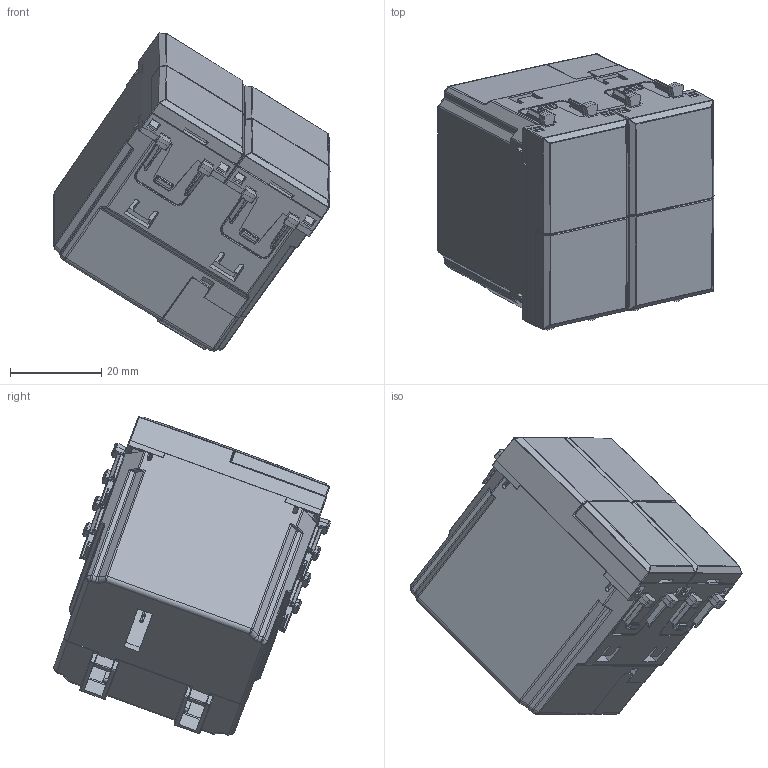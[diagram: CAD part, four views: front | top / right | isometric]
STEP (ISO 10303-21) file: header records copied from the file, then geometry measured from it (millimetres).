
FILE_DESCRIPTION(('CATIA V5 STEP Exchange'),'2;1');
FILE_NAME('442AB-IRT.stp','2024-03-01T13:16:02+00:00',('none'),('none'),'CATIA Version 5-6 Release 2016 SP6','CATIA V5 STEP AP203','none');
FILE_SCHEMA(('CONFIG_CONTROL_DESIGN'));
Products named in the file (1): DP@44XAB-IRT_M (DA1169)
Assembly tree (8 placements, depth 2):
  DP@44XAB-IRT_M (DA1169)
    #57
    #19474
    #24845  x2
    #29121
    #62665
    #92317
    #95958
Bounding box: 60.5 x 60.58 x 69.73 mm (x, y, z)
Volume: 24739.4 mm3; surface area: 38182 mm2
Topology: 12 solids, 12 shells, 2511 faces, 7079 edges, 4454 vertices
Faces by surface type: plane 1233, cylinder 817, bspline 172, cone 122, sphere 111, torus 56
Entity records: 95976 total; most frequent: CARTESIAN_POINT 41936, ORIENTED_EDGE 13236, DIRECTION 7846, EDGE_CURVE 6618, VERTEX_POINT 4238, VECTOR 3661, LINE 3661, EDGE_LOOP 2448
